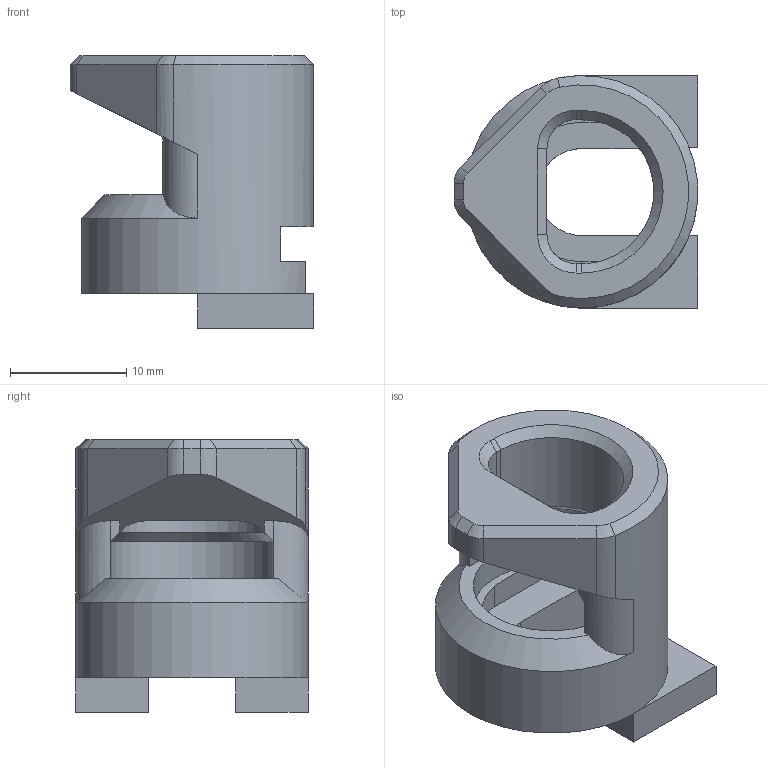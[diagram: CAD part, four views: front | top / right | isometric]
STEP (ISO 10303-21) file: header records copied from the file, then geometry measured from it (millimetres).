
FILE_DESCRIPTION(/* description */ (''),/* implementation_level */ '2;1');
FILE_NAME(/* name */ 'Saugnapfhalter Typ 2 - V1.0 v1.step',/* time_stamp */ '2024-10-06T20:41:58-04:00',/* author */ (''),/* organization */ (''),/* preprocessor_version */ 'ST-DEVELOPER v20',/* originating_system */ 'Autodesk Translation Framework v13.14.0.145',/* authorisation */ '');
FILE_SCHEMA (('AUTOMOTIVE_DESIGN { 1 0 10303 214 3 1 1 }'));
Length unit declared in the file: millimetre
Products named in the file (1): Saugnapfhalter Typ 2 - V1.0
Bounding box: 21 x 20 x 23.5 mm (x, y, z)
Volume: 3539.6 mm3; surface area: 2767.5 mm2
Topology: 1 solids, 1 shells, 73 faces, 185 edges, 112 vertices
Faces by surface type: plane 45, cylinder 17, cone 11
Full cylindrical faces by diameter (mm): 13.5 x1, 20 x1
Entity records: 2227 total; most frequent: CARTESIAN_POINT 393, DIRECTION 392, ORIENTED_EDGE 370, EDGE_CURVE 185, AXIS2_PLACEMENT_3D 135, LINE 122, VECTOR 122, VERTEX_POINT 112
